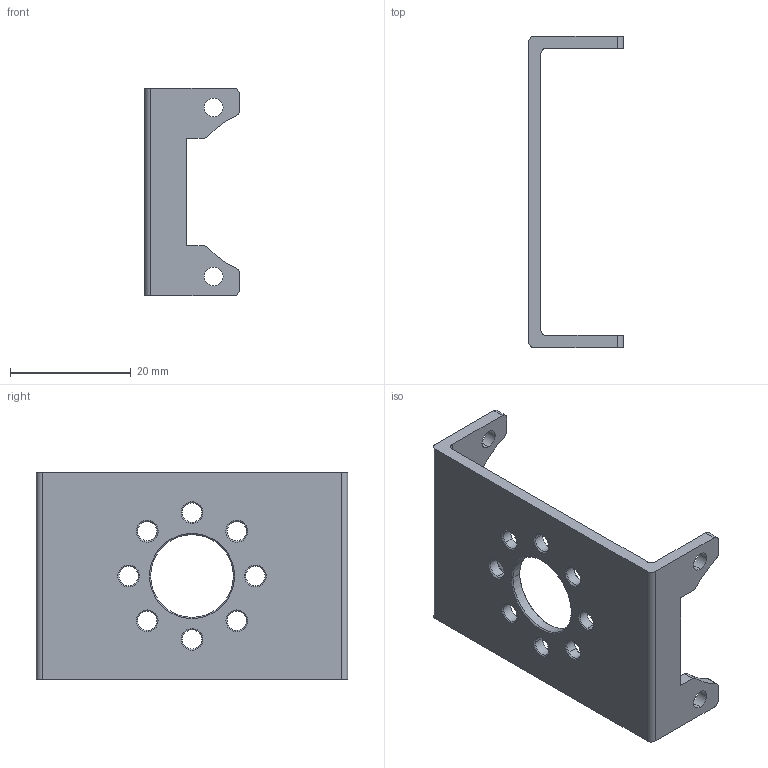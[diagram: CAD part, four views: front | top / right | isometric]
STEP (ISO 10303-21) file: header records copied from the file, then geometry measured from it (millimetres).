
FILE_DESCRIPTION (( 'STEP AP203' ), '1' );
FILE_NAME ('100kg儂旯盓殤.STEP', '2024-04-22T09:13:57', ( 'Windows 蚚誧' ), ( '' ), 'SwSTEP 2.0', 'SolidWorks 2021', '' );
FILE_SCHEMA (( 'CONFIG_CONTROL_DESIGN' ));
Length unit declared in the file: millimetre
Products named in the file (1): 100kg儂旯盓殤
Bounding box: 15.7 x 51.6 x 34.4 mm (x, y, z)
Volume: 4214.8 mm3; surface area: 4955.7 mm2
Topology: 1 solids, 1 shells, 114 faces, 300 edges, 188 vertices
Faces by surface type: cone 50, cylinder 46, plane 18
Entity records: 3681 total; most frequent: DIRECTION 686, CARTESIAN_POINT 603, ORIENTED_EDGE 600, EDGE_CURVE 300, AXIS2_PLACEMENT_3D 271, VERTEX_POINT 188, CIRCLE 156, LINE 144
